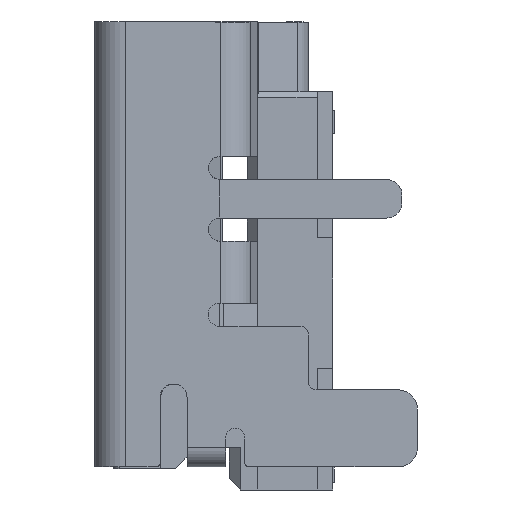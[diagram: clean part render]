
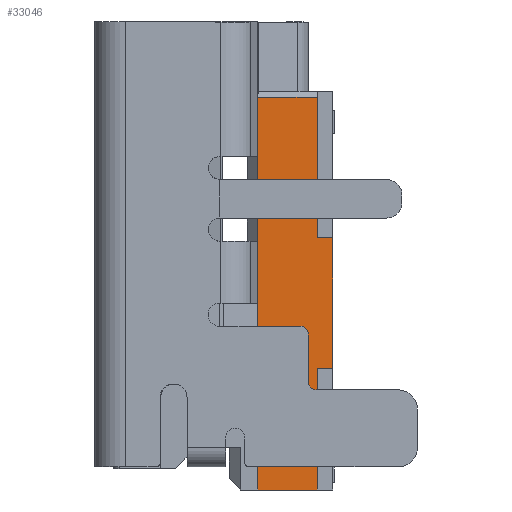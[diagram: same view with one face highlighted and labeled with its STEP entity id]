
A CAD part, left-side view. The second image highlights one B-rep face of the part: STEP entity #33046.
In plain terms, the highlighted planar face has unit normal (-1, 0, 0).
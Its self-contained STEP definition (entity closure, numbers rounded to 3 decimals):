
#163 = CARTESIAN_POINT ( 'NONE',  ( -7., 2., -12.15 ) ) ;
#216 = AXIS2_PLACEMENT_3D ( 'NONE', #1211, #11411, #901 ) ;
#378 = CARTESIAN_POINT ( 'NONE',  ( -7., 0.05, -12.15 ) ) ;
#901 = DIRECTION ( 'NONE',  ( 0., 0., 1. ) ) ;
#1211 = CARTESIAN_POINT ( 'NONE',  ( -7., 2., -12.15 ) ) ;
#2175 = VECTOR ( 'NONE', #9340, 1000. ) ;
#2538 = CARTESIAN_POINT ( 'NONE',  ( -7., 0.45, -5.6 ) ) ;
#2558 = FACE_OUTER_BOUND ( 'NONE', #10701, .T. ) ;
#2593 = VECTOR ( 'NONE', #21063, 1000. ) ;
#2719 = DIRECTION ( 'NONE',  ( 0., 1., 0. ) ) ;
#3029 = VECTOR ( 'NONE', #25221, 1000. ) ;
#3058 = VERTEX_POINT ( 'NONE', #32160 ) ;
#3211 = CARTESIAN_POINT ( 'NONE',  ( -7., 0.45, -12.15 ) ) ;
#4018 = CARTESIAN_POINT ( 'NONE',  ( -7., 0.45, -12.15 ) ) ;
#4646 = VERTEX_POINT ( 'NONE', #2538 ) ;
#4888 = EDGE_CURVE ( 'NONE', #28452, #32383, #8164, .T. ) ;
#5649 = CARTESIAN_POINT ( 'NONE',  ( -7., 0.45, -12.15 ) ) ;
#5778 = VECTOR ( 'NONE', #13836, 1000. ) ;
#5824 = EDGE_CURVE ( 'NONE', #22396, #28452, #13343, .T. ) ;
#8159 = CARTESIAN_POINT ( 'NONE',  ( -7., 2., -1.95 ) ) ;
#8164 = LINE ( 'NONE', #25004, #2175 ) ;
#8838 = EDGE_CURVE ( 'NONE', #13788, #4646, #15510, .T. ) ;
#8933 = ORIENTED_EDGE ( 'NONE', *, *, #32381, .F. ) ;
#9340 = DIRECTION ( 'NONE',  ( 0., 0., -1. ) ) ;
#9434 = LINE ( 'NONE', #9677, #3029 ) ;
#9677 = CARTESIAN_POINT ( 'NONE',  ( -7., 0., -9. ) ) ;
#9767 = VECTOR ( 'NONE', #10457, 1000. ) ;
#9962 = CARTESIAN_POINT ( 'NONE',  ( -7., 2., -5.6 ) ) ;
#10457 = DIRECTION ( 'NONE',  ( 0., 0., 1. ) ) ;
#10606 = DIRECTION ( 'NONE',  ( 0., 1., 0. ) ) ;
#10701 = EDGE_LOOP ( 'NONE', ( #8933, #24089, #14069, #24579, #33281, #12683, #19386, #14296 ) ) ;
#11411 = DIRECTION ( 'NONE',  ( -1., 0., 0. ) ) ;
#12683 = ORIENTED_EDGE ( 'NONE', *, *, #15817, .T. ) ;
#13343 = LINE ( 'NONE', #8159, #30199 ) ;
#13387 = EDGE_CURVE ( 'NONE', #3058, #14971, #9434, .T. ) ;
#13788 = VERTEX_POINT ( 'NONE', #32235 ) ;
#13836 = DIRECTION ( 'NONE',  ( 0., -1., 0. ) ) ;
#14069 = ORIENTED_EDGE ( 'NONE', *, *, #29483, .T. ) ;
#14296 = ORIENTED_EDGE ( 'NONE', *, *, #13387, .F. ) ;
#14971 = VERTEX_POINT ( 'NONE', #27409 ) ;
#15510 = LINE ( 'NONE', #9962, #26313 ) ;
#15638 = EDGE_CURVE ( 'NONE', #24419, #14971, #27013, .T. ) ;
#15817 = EDGE_CURVE ( 'NONE', #32383, #24419, #23391, .T. ) ;
#16237 = PLANE ( 'NONE',  #216 ) ;
#18631 = CARTESIAN_POINT ( 'NONE',  ( -7., 2., -12.15 ) ) ;
#19386 = ORIENTED_EDGE ( 'NONE', *, *, #15638, .T. ) ;
#19504 = CARTESIAN_POINT ( 'NONE',  ( -7., 0.45, -1.95 ) ) ;
#20188 = LINE ( 'NONE', #378, #2593 ) ;
#21063 = DIRECTION ( 'NONE',  ( 0., 0., -1. ) ) ;
#22396 = VERTEX_POINT ( 'NONE', #19504 ) ;
#22401 = VECTOR ( 'NONE', #23527, 1000. ) ;
#23391 = LINE ( 'NONE', #18631, #5778 ) ;
#23527 = DIRECTION ( 'NONE',  ( 0., 0., 1. ) ) ;
#24089 = ORIENTED_EDGE ( 'NONE', *, *, #8838, .T. ) ;
#24419 = VERTEX_POINT ( 'NONE', #4018 ) ;
#24579 = ORIENTED_EDGE ( 'NONE', *, *, #5824, .T. ) ;
#25004 = CARTESIAN_POINT ( 'NONE',  ( -7., 2., -12.15 ) ) ;
#25221 = DIRECTION ( 'NONE',  ( 0., 1., 0. ) ) ;
#26313 = VECTOR ( 'NONE', #2719, 1000. ) ;
#27013 = LINE ( 'NONE', #3211, #9767 ) ;
#27409 = CARTESIAN_POINT ( 'NONE',  ( -7., 0.45, -9. ) ) ;
#28452 = VERTEX_POINT ( 'NONE', #30380 ) ;
#28874 = LINE ( 'NONE', #5649, #22401 ) ;
#29483 = EDGE_CURVE ( 'NONE', #4646, #22396, #28874, .T. ) ;
#30199 = VECTOR ( 'NONE', #10606, 1000. ) ;
#30380 = CARTESIAN_POINT ( 'NONE',  ( -7., 2., -1.95 ) ) ;
#32160 = CARTESIAN_POINT ( 'NONE',  ( -7., 0.05, -9. ) ) ;
#32235 = CARTESIAN_POINT ( 'NONE',  ( -7., 0.05, -5.6 ) ) ;
#32381 = EDGE_CURVE ( 'NONE', #13788, #3058, #20188, .T. ) ;
#32383 = VERTEX_POINT ( 'NONE', #163 ) ;
#33046 = ADVANCED_FACE ( 'NONE', ( #2558 ), #16237, .T. ) ;
#33281 = ORIENTED_EDGE ( 'NONE', *, *, #4888, .T. ) ;
